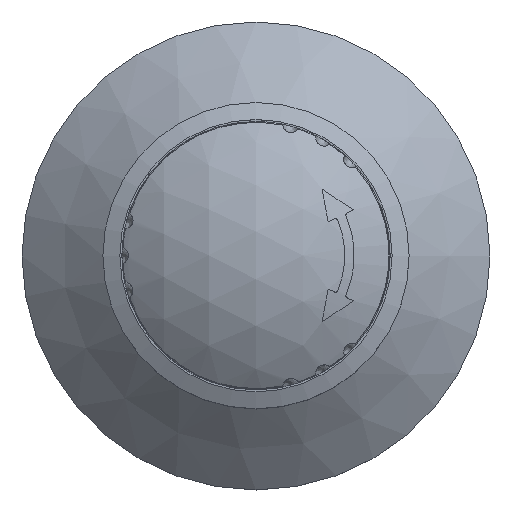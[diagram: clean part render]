
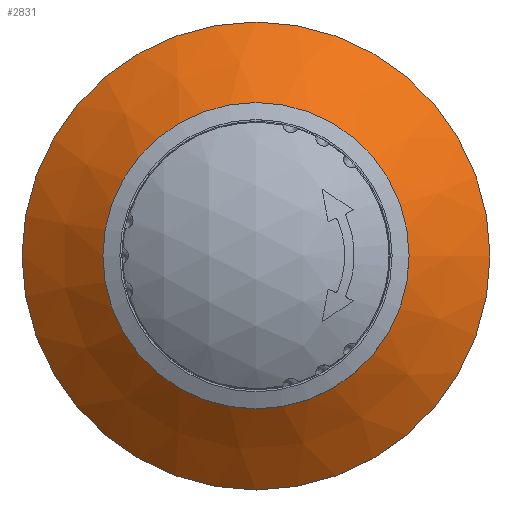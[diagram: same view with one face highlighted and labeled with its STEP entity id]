
A CAD part, top view. The second image highlights one B-rep face of the part: STEP entity #2831.
In plain terms, the highlighted conical face has half-angle 50 degrees and reference radius 22.75 mm.
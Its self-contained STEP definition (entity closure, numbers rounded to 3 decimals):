
#162=CONICAL_SURFACE('',#3066,22.75,50.);
#592=FACE_BOUND('',#889,.T.);
#683=FACE_OUTER_BOUND('',#888,.T.);
#888=EDGE_LOOP('',(#2145));
#889=EDGE_LOOP('',(#2146));
#1061=CIRCLE('',#3065,18.);
#1062=CIRCLE('',#3067,27.5);
#1269=VERTEX_POINT('',#4430);
#1270=VERTEX_POINT('',#4433);
#1597=EDGE_CURVE('',#1269,#1269,#1061,.T.);
#1598=EDGE_CURVE('',#1270,#1270,#1062,.T.);
#2145=ORIENTED_EDGE('',*,*,#1598,.F.);
#2146=ORIENTED_EDGE('',*,*,#1597,.T.);
#2831=ADVANCED_FACE('',(#683,#592),#162,.T.);
#3065=AXIS2_PLACEMENT_3D('',#4431,#3606,#3607);
#3066=AXIS2_PLACEMENT_3D('',#4432,#3608,#3609);
#3067=AXIS2_PLACEMENT_3D('',#4434,#3610,#3611);
#3606=DIRECTION('center_axis',(0.,0.,
-1.));
#3607=DIRECTION('ref_axis',(1.,0.,0.));
#3608=DIRECTION('center_axis',(0.,0.,
-1.));
#3609=DIRECTION('ref_axis',(1.,0.,0.));
#3610=DIRECTION('center_axis',(0.,0.,
-1.));
#3611=DIRECTION('ref_axis',(1.,0.,0.));
#4430=CARTESIAN_POINT('',(122.919,24.214,32.2));
#4431=CARTESIAN_POINT('Origin',(104.919,24.214,32.2));
#4432=CARTESIAN_POINT('Origin',(104.919,24.214,28.214));
#4433=CARTESIAN_POINT('',(132.419,24.214,24.229));
#4434=CARTESIAN_POINT('Origin',(104.919,24.214,24.229));
